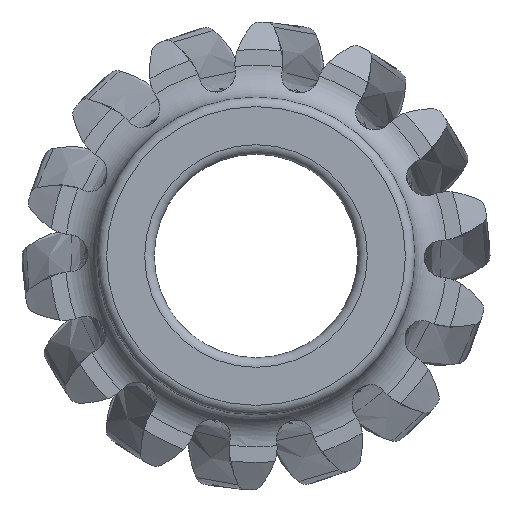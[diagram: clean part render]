
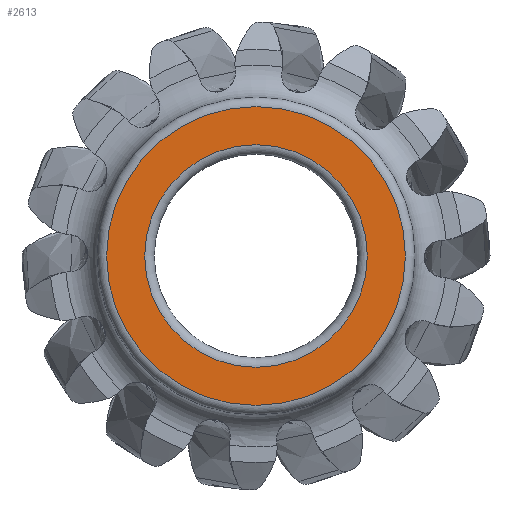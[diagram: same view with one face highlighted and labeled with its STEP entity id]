
A CAD part, front view. The second image highlights one B-rep face of the part: STEP entity #2613.
In plain terms, the highlighted planar face has unit normal (0, -1, 0).
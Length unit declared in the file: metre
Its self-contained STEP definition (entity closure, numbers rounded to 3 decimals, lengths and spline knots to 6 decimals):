
#253=CIRCLE('',#2828,0.00235);
#254=CIRCLE('',#2829,0.00175);
#879=ORIENTED_EDGE('',*,*,#1543,.T.);
#880=ORIENTED_EDGE('',*,*,#1544,.T.);
#1543=EDGE_CURVE('',#1833,#1833,#253,.F.);
#1544=EDGE_CURVE('',#1834,#1834,#254,.T.);
#1833=VERTEX_POINT('',#12381);
#1834=VERTEX_POINT('',#12383);
#2263=EDGE_LOOP('',(#879));
#2264=EDGE_LOOP('',(#880));
#2425=FACE_BOUND('',#2263,.T.);
#2426=FACE_BOUND('',#2264,.T.);
#2496=PLANE('',#2827);
#2613=ADVANCED_FACE('',(#2425,#2426),#2496,.F.);
#2827=AXIS2_PLACEMENT_3D('',#12379,#3170,#3171);
#2828=AXIS2_PLACEMENT_3D('',#12380,#3172,#3173);
#2829=AXIS2_PLACEMENT_3D('',#12382,#3174,#3175);
#3170=DIRECTION('',(0.,1.,0.));
#3171=DIRECTION('',(-1.,0.,0.));
#3172=DIRECTION('',(0.,1.,0.));
#3173=DIRECTION('',(0.,0.,1.));
#3174=DIRECTION('',(0.,1.,0.));
#3175=DIRECTION('',(0.,0.,1.));
#12379=CARTESIAN_POINT('',(-0.0055,-0.00525,0.));
#12380=CARTESIAN_POINT('',(-0.0055,-0.00525,0.));
#12381=CARTESIAN_POINT('',(-0.0055,-0.00525,0.00235));
#12382=CARTESIAN_POINT('',(-0.0055,-0.00525,0.));
#12383=CARTESIAN_POINT('',(-0.0055,-0.00525,0.00175));
